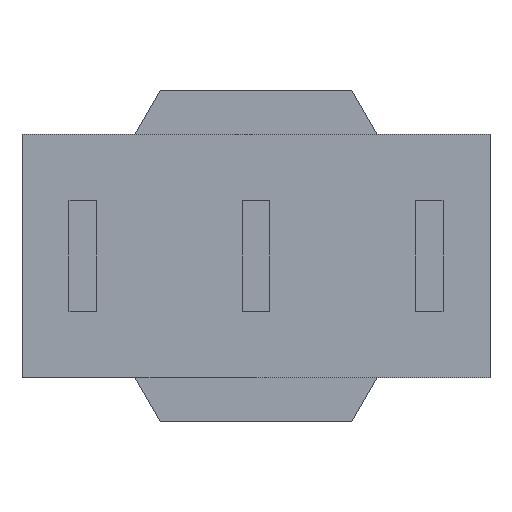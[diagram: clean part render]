
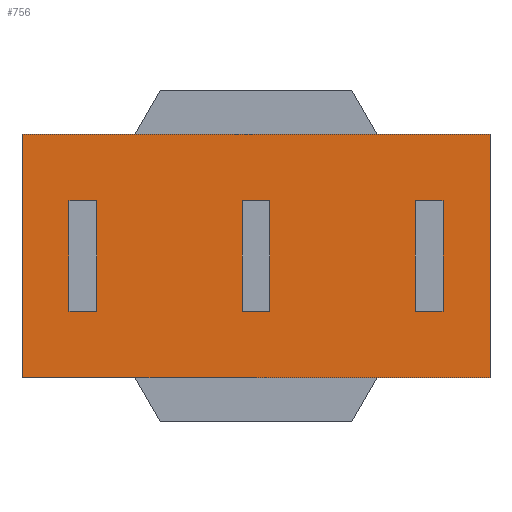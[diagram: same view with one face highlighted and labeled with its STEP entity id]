
A CAD part, front view. The second image highlights one B-rep face of the part: STEP entity #756.
In plain terms, the highlighted planar face has unit normal (0, -1, 0).
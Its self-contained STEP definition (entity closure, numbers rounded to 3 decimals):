
#16 = DIRECTION ( 'NONE',  ( 1., 0., 0. ) ) ;
#31 = LINE ( 'NONE', #574, #331 ) ;
#39 = CARTESIAN_POINT ( 'NONE',  ( -4.325, 0., 1.5 ) ) ;
#42 = CARTESIAN_POINT ( 'NONE',  ( -5.075, 0., -1.5 ) ) ;
#65 = EDGE_CURVE ( 'NONE', #896, #740, #239, .T. ) ;
#70 = CARTESIAN_POINT ( 'NONE',  ( 6.35, 0., 3.3 ) ) ;
#78 = VERTEX_POINT ( 'NONE', #70 ) ;
#81 = ORIENTED_EDGE ( 'NONE', *, *, #1621, .F. ) ;
#86 = CARTESIAN_POINT ( 'NONE',  ( -6.35, 0., 3.3 ) ) ;
#107 = ORIENTED_EDGE ( 'NONE', *, *, #365, .F. ) ;
#134 = VECTOR ( 'NONE', #978, 1000. ) ;
#137 = CARTESIAN_POINT ( 'NONE',  ( -0.375, 0., 1.5 ) ) ;
#185 = CARTESIAN_POINT ( 'NONE',  ( 6.35, 0., -3.3 ) ) ;
#188 = VECTOR ( 'NONE', #1588, 1000. ) ;
#200 = EDGE_CURVE ( 'NONE', #1242, #1279, #484, .T. ) ;
#239 = LINE ( 'NONE', #1596, #330 ) ;
#252 = EDGE_CURVE ( 'NONE', #1279, #78, #1320, .T. ) ;
#253 = VERTEX_POINT ( 'NONE', #1603 ) ;
#259 = DIRECTION ( 'NONE',  ( 1., 0., 0. ) ) ;
#269 = LINE ( 'NONE', #137, #1271 ) ;
#294 = PLANE ( 'NONE',  #498 ) ;
#326 = CARTESIAN_POINT ( 'NONE',  ( 5.075, 0., 1.5 ) ) ;
#327 = EDGE_CURVE ( 'NONE', #956, #1310, #269, .T. ) ;
#330 = VECTOR ( 'NONE', #1721, 1000. ) ;
#331 = VECTOR ( 'NONE', #1531, 1000. ) ;
#337 = EDGE_LOOP ( 'NONE', ( #1627, #1092, #353, #456 ) ) ;
#346 = EDGE_LOOP ( 'NONE', ( #625, #1427, #1292, #502 ) ) ;
#347 = CARTESIAN_POINT ( 'NONE',  ( -5.075, 0., 1.5 ) ) ;
#353 = ORIENTED_EDGE ( 'NONE', *, *, #200, .F. ) ;
#365 = EDGE_CURVE ( 'NONE', #1310, #253, #1245, .T. ) ;
#386 = LINE ( 'NONE', #1578, #188 ) ;
#396 = CARTESIAN_POINT ( 'NONE',  ( 4.325, 0., -1.5 ) ) ;
#398 = DIRECTION ( 'NONE',  ( 0., 0., 1. ) ) ;
#435 = EDGE_LOOP ( 'NONE', ( #1237, #965, #107, #1457 ) ) ;
#445 = VERTEX_POINT ( 'NONE', #396 ) ;
#448 = FACE_OUTER_BOUND ( 'NONE', #337, .T. ) ;
#456 = ORIENTED_EDGE ( 'NONE', *, *, #1122, .F. ) ;
#468 = VERTEX_POINT ( 'NONE', #602 ) ;
#471 = VECTOR ( 'NONE', #398, 1000. ) ;
#476 = VECTOR ( 'NONE', #958, 1000. ) ;
#482 = DIRECTION ( 'NONE',  ( 0., 0., -1. ) ) ;
#484 = LINE ( 'NONE', #86, #1471 ) ;
#493 = ORIENTED_EDGE ( 'NONE', *, *, #860, .F. ) ;
#498 = AXIS2_PLACEMENT_3D ( 'NONE', #1667, #1288, #1003 ) ;
#502 = ORIENTED_EDGE ( 'NONE', *, *, #1658, .F. ) ;
#527 = CARTESIAN_POINT ( 'NONE',  ( 4.325, 0., -1.5 ) ) ;
#538 = LINE ( 'NONE', #1349, #1018 ) ;
#544 = VERTEX_POINT ( 'NONE', #39 ) ;
#566 = FACE_BOUND ( 'NONE', #435, .T. ) ;
#573 = VERTEX_POINT ( 'NONE', #1142 ) ;
#574 = CARTESIAN_POINT ( 'NONE',  ( 4.325, 0., 1.5 ) ) ;
#585 = LINE ( 'NONE', #1268, #476 ) ;
#602 = CARTESIAN_POINT ( 'NONE',  ( -5.075, 0., 1.5 ) ) ;
#604 = CARTESIAN_POINT ( 'NONE',  ( 5.075, 0., -1.5 ) ) ;
#625 = ORIENTED_EDGE ( 'NONE', *, *, #684, .F. ) ;
#628 = LINE ( 'NONE', #1164, #761 ) ;
#650 = CARTESIAN_POINT ( 'NONE',  ( -5.075, 0., 1.5 ) ) ;
#684 = EDGE_CURVE ( 'NONE', #544, #468, #945, .T. ) ;
#701 = VECTOR ( 'NONE', #16, 1000. ) ;
#710 = CARTESIAN_POINT ( 'NONE',  ( -6.35, 0., -3.3 ) ) ;
#718 = FACE_BOUND ( 'NONE', #346, .T. ) ;
#740 = VERTEX_POINT ( 'NONE', #1123 ) ;
#756 = ADVANCED_FACE ( 'NONE', ( #448, #566, #855, #718 ), #294, .T. ) ;
#761 = VECTOR ( 'NONE', #482, 1000. ) ;
#800 = ORIENTED_EDGE ( 'NONE', *, *, #1743, .F. ) ;
#855 = FACE_BOUND ( 'NONE', #1476, .T. ) ;
#860 = EDGE_CURVE ( 'NONE', #873, #573, #31, .T. ) ;
#873 = VERTEX_POINT ( 'NONE', #326 ) ;
#894 = DIRECTION ( 'NONE',  ( 1., 0., 0. ) ) ;
#896 = VERTEX_POINT ( 'NONE', #42 ) ;
#912 = VERTEX_POINT ( 'NONE', #1684 ) ;
#926 = LINE ( 'NONE', #650, #1019 ) ;
#945 = LINE ( 'NONE', #347, #1276 ) ;
#956 = VERTEX_POINT ( 'NONE', #1697 ) ;
#958 = DIRECTION ( 'NONE',  ( 0., 0., -1. ) ) ;
#965 = ORIENTED_EDGE ( 'NONE', *, *, #1021, .F. ) ;
#978 = DIRECTION ( 'NONE',  ( -1., 0., 0. ) ) ;
#1003 = DIRECTION ( 'NONE',  ( 0., 0., -1. ) ) ;
#1015 = VERTEX_POINT ( 'NONE', #185 ) ;
#1018 = VECTOR ( 'NONE', #1083, 1000. ) ;
#1019 = VECTOR ( 'NONE', #1189, 1000. ) ;
#1021 = EDGE_CURVE ( 'NONE', #253, #912, #386, .T. ) ;
#1048 = CARTESIAN_POINT ( 'NONE',  ( -0.375, 0., 1.5 ) ) ;
#1083 = DIRECTION ( 'NONE',  ( 0., 0., 1. ) ) ;
#1092 = ORIENTED_EDGE ( 'NONE', *, *, #252, .F. ) ;
#1093 = CARTESIAN_POINT ( 'NONE',  ( -6.35, 0., -3.3 ) ) ;
#1122 = EDGE_CURVE ( 'NONE', #1015, #1242, #1494, .T. ) ;
#1123 = CARTESIAN_POINT ( 'NONE',  ( -4.325, 0., -1.5 ) ) ;
#1142 = CARTESIAN_POINT ( 'NONE',  ( 4.325, 0., 1.5 ) ) ;
#1164 = CARTESIAN_POINT ( 'NONE',  ( 6.35, 0., 3.3 ) ) ;
#1189 = DIRECTION ( 'NONE',  ( 0., 0., -1. ) ) ;
#1204 = EDGE_CURVE ( 'NONE', #1469, #873, #538, .T. ) ;
#1225 = DIRECTION ( 'NONE',  ( 0., 0., -1. ) ) ;
#1237 = ORIENTED_EDGE ( 'NONE', *, *, #1546, .F. ) ;
#1242 = VERTEX_POINT ( 'NONE', #710 ) ;
#1245 = LINE ( 'NONE', #1363, #701 ) ;
#1268 = CARTESIAN_POINT ( 'NONE',  ( 4.325, 0., 1.5 ) ) ;
#1271 = VECTOR ( 'NONE', #1225, 1000. ) ;
#1276 = VECTOR ( 'NONE', #1462, 1000. ) ;
#1279 = VERTEX_POINT ( 'NONE', #1614 ) ;
#1288 = DIRECTION ( 'NONE',  ( 0., -1., 0. ) ) ;
#1292 = ORIENTED_EDGE ( 'NONE', *, *, #65, .F. ) ;
#1300 = EDGE_CURVE ( 'NONE', #740, #544, #1488, .T. ) ;
#1310 = VERTEX_POINT ( 'NONE', #1644 ) ;
#1314 = CARTESIAN_POINT ( 'NONE',  ( -6.35, 0., 3.3 ) ) ;
#1320 = LINE ( 'NONE', #1314, #1535 ) ;
#1349 = CARTESIAN_POINT ( 'NONE',  ( 5.075, 0., 1.5 ) ) ;
#1363 = CARTESIAN_POINT ( 'NONE',  ( -0.375, 0., -1.5 ) ) ;
#1384 = ORIENTED_EDGE ( 'NONE', *, *, #1204, .F. ) ;
#1427 = ORIENTED_EDGE ( 'NONE', *, *, #1300, .F. ) ;
#1441 = LINE ( 'NONE', #1048, #1504 ) ;
#1447 = EDGE_CURVE ( 'NONE', #78, #1015, #628, .T. ) ;
#1457 = ORIENTED_EDGE ( 'NONE', *, *, #327, .F. ) ;
#1462 = DIRECTION ( 'NONE',  ( -1., 0., 0. ) ) ;
#1468 = CARTESIAN_POINT ( 'NONE',  ( -4.325, 0., 1.5 ) ) ;
#1469 = VERTEX_POINT ( 'NONE', #604 ) ;
#1471 = VECTOR ( 'NONE', #1748, 1000. ) ;
#1475 = LINE ( 'NONE', #527, #1563 ) ;
#1476 = EDGE_LOOP ( 'NONE', ( #493, #1384, #81, #800 ) ) ;
#1488 = LINE ( 'NONE', #1468, #471 ) ;
#1494 = LINE ( 'NONE', #1093, #134 ) ;
#1504 = VECTOR ( 'NONE', #1585, 1000. ) ;
#1531 = DIRECTION ( 'NONE',  ( -1., 0., 0. ) ) ;
#1535 = VECTOR ( 'NONE', #894, 1000. ) ;
#1546 = EDGE_CURVE ( 'NONE', #912, #956, #1441, .T. ) ;
#1563 = VECTOR ( 'NONE', #259, 1000. ) ;
#1578 = CARTESIAN_POINT ( 'NONE',  ( 0.375, 0., 1.5 ) ) ;
#1585 = DIRECTION ( 'NONE',  ( -1., 0., 0. ) ) ;
#1588 = DIRECTION ( 'NONE',  ( 0., 0., 1. ) ) ;
#1596 = CARTESIAN_POINT ( 'NONE',  ( -5.075, 0., -1.5 ) ) ;
#1603 = CARTESIAN_POINT ( 'NONE',  ( 0.375, 0., -1.5 ) ) ;
#1614 = CARTESIAN_POINT ( 'NONE',  ( -6.35, 0., 3.3 ) ) ;
#1621 = EDGE_CURVE ( 'NONE', #445, #1469, #1475, .T. ) ;
#1627 = ORIENTED_EDGE ( 'NONE', *, *, #1447, .F. ) ;
#1644 = CARTESIAN_POINT ( 'NONE',  ( -0.375, 0., -1.5 ) ) ;
#1658 = EDGE_CURVE ( 'NONE', #468, #896, #926, .T. ) ;
#1667 = CARTESIAN_POINT ( 'NONE',  ( 0., 0., 0. ) ) ;
#1684 = CARTESIAN_POINT ( 'NONE',  ( 0.375, 0., 1.5 ) ) ;
#1697 = CARTESIAN_POINT ( 'NONE',  ( -0.375, 0., 1.5 ) ) ;
#1721 = DIRECTION ( 'NONE',  ( 1., 0., 0. ) ) ;
#1743 = EDGE_CURVE ( 'NONE', #573, #445, #585, .T. ) ;
#1748 = DIRECTION ( 'NONE',  ( 0., 0., 1. ) ) ;
